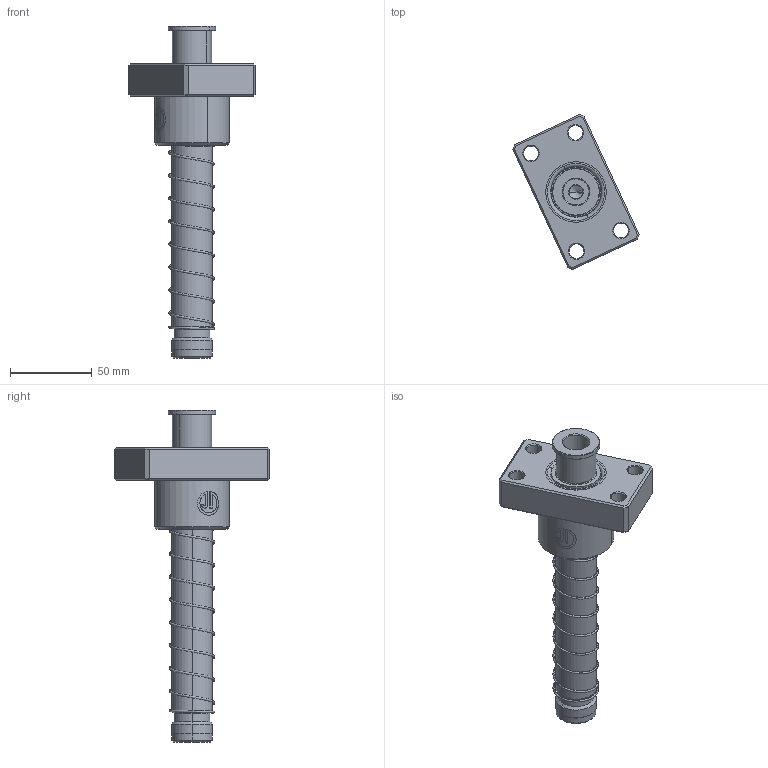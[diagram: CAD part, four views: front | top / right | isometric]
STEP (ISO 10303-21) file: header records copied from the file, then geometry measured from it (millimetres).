
FILE_DESCRIPTION (( 'STEP AP214' ), '1' );
FILE_NAME ('FKSH FKJH-D25-L180.STEP', '2021-09-15T07:13:35', ( '' ), ( '' ), 'SwSTEP 2.0', 'SolidWorks 2016', '' );
FILE_SCHEMA (( 'AUTOMOTIVE_DESIGN' ));
Length unit declared in the file: millimetre
Products named in the file (228): BALL-D3; SAB-25-1; SAB-25; HWP-D27.5-d25.5-L110; MGK-D25-L180; BSH-30.5-25.5-L50; FKSH FKJH-D25-L180; GTK-D29-d24; BSH-D30.5-25.5-L50郪蚾
Assembly tree (221 placements, depth 3):
  BALL-D3
  BALL-D3
  SAB-25-1
  BALL-D3
  BALL-D3
Bounding box: 77.26 x 94.72 x 203 mm (x, y, z)
Volume: 190869 mm3; surface area: 76014.2 mm2
Topology: 216 solids, 216 shells, 997 faces, 4191 edges, 2777 vertices
Faces by surface type: sphere 840, plane 49, cylinder 44, cone 42, bspline 14, torus 8
Entity records: 44254 total; most frequent: CARTESIAN_POINT 25287, ORIENTED_EDGE 3328, DIRECTION 2896, EDGE_CURVE 1664, AXIS2_PLACEMENT_3D 1361, VERTEX_POINT 1085, EDGE_LOOP 1001, B_SPLINE_CURVE_WITH_KNOTS 925
